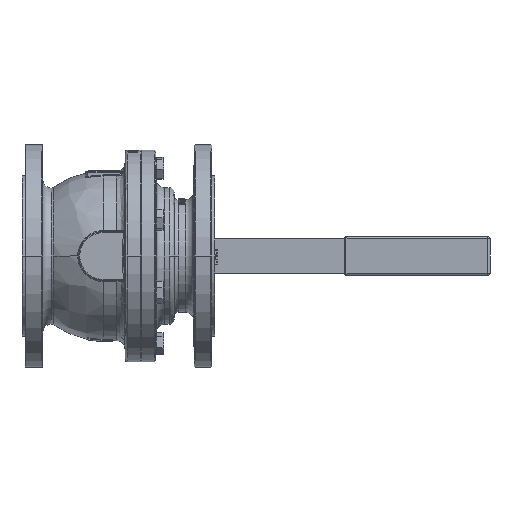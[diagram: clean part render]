
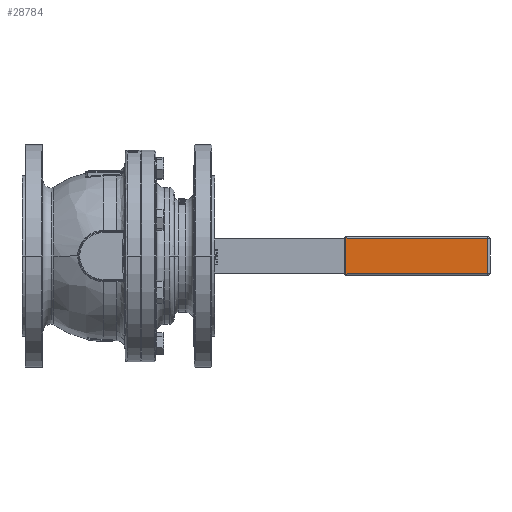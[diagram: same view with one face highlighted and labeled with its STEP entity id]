
A CAD part, front view. The second image highlights one B-rep face of the part: STEP entity #28784.
In plain terms, the highlighted planar face has unit normal (0, -1, 0).
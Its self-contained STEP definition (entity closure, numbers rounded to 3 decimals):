
#15278 = ORIENTED_EDGE ( 'NONE', *, *, #65778, .T. ) ;
#15548 = ORIENTED_EDGE ( 'NONE', *, *, #66761, .T. ) ;
#24314 = CARTESIAN_POINT ( 'NONE',  ( 379.5, 173.9, 17.5 ) ) ;
#24368 = CARTESIAN_POINT ( 'NONE',  ( 239.5, 173.9, 17.5 ) ) ;
#24611 = CARTESIAN_POINT ( 'NONE',  ( 379.5, 173.9, -17.5 ) ) ;
#24687 = CARTESIAN_POINT ( 'NONE',  ( 239.5, 173.9, -17.5 ) ) ;
#24688 = DIRECTION ( 'NONE',  ( 0., 0., -1. ) ) ;
#24689 = VECTOR ( 'NONE', #24688, 1000. ) ;
#24690 = CARTESIAN_POINT ( 'NONE',  ( 239.5, 173.9, 0. ) ) ;
#24691 = LINE ( 'NONE', #24690, #24689 ) ;
#26250 = DIRECTION ( 'NONE',  ( 0., 0., 1. ) ) ;
#26251 = VECTOR ( 'NONE', #26250, 1000. ) ;
#26252 = CARTESIAN_POINT ( 'NONE',  ( 379.5, 173.9, 0. ) ) ;
#26253 = LINE ( 'NONE', #26252, #26251 ) ;
#26263 = LINE ( 'NONE', #26326, #26325 ) ;
#26304 = DIRECTION ( 'NONE',  ( 1., 0., 0. ) ) ;
#26305 = VECTOR ( 'NONE', #26304, 1000. ) ;
#26307 = CARTESIAN_POINT ( 'NONE',  ( 309.5, 173.9, -17.5 ) ) ;
#26309 = LINE ( 'NONE', #26307, #26305 ) ;
#26324 = DIRECTION ( 'NONE',  ( -1., 0., 0. ) ) ;
#26325 = VECTOR ( 'NONE', #26324, 1000. ) ;
#26326 = CARTESIAN_POINT ( 'NONE',  ( 309.5, 173.9, 17.5 ) ) ;
#28784 = ADVANCED_FACE ( 'NONE', ( #44825 ), #44796, .T. ) ;
#29773 = ORIENTED_EDGE ( 'NONE', *, *, #66922, .T. ) ;
#35776 = EDGE_LOOP ( 'NONE', ( #29773, #15278, #15548, #36181 ) ) ;
#36181 = ORIENTED_EDGE ( 'NONE', *, *, #54892, .T. ) ;
#44792 = DIRECTION ( 'NONE',  ( 0., 0., -1. ) ) ;
#44793 = DIRECTION ( 'NONE',  ( 0., -1., 0. ) ) ;
#44794 = CARTESIAN_POINT ( 'NONE',  ( 239.5, 173.9, 17.5 ) ) ;
#44795 = AXIS2_PLACEMENT_3D ( 'NONE', #44794, #44793, #44792 ) ;
#44796 = PLANE ( 'NONE',  #44795 ) ;
#44825 = FACE_OUTER_BOUND ( 'NONE', #35776, .T. ) ;
#54322 = VERTEX_POINT ( 'NONE', #24314 ) ;
#54815 = VERTEX_POINT ( 'NONE', #24368 ) ;
#54868 = VERTEX_POINT ( 'NONE', #24611 ) ;
#54892 = EDGE_CURVE ( 'NONE', #54815, #54893, #24691, .T. ) ;
#54893 = VERTEX_POINT ( 'NONE', #24687 ) ;
#65778 = EDGE_CURVE ( 'NONE', #54868, #54322, #26253, .T. ) ;
#66761 = EDGE_CURVE ( 'NONE', #54322, #54815, #26263, .T. ) ;
#66922 = EDGE_CURVE ( 'NONE', #54893, #54868, #26309, .T. ) ;
